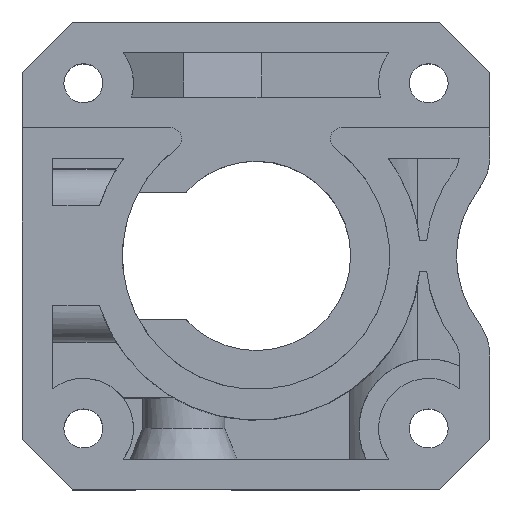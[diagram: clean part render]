
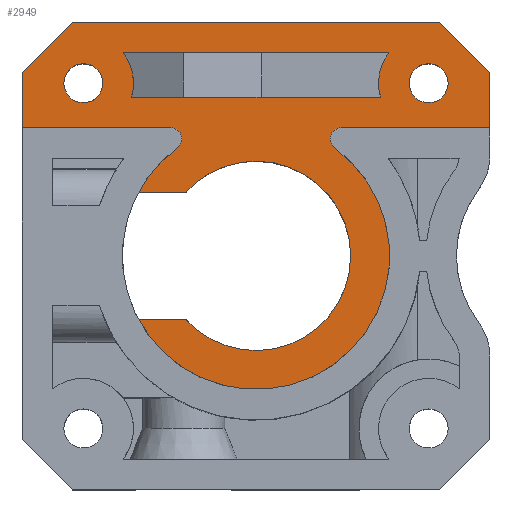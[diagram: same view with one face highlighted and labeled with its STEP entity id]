
A CAD part, top view. The second image highlights one B-rep face of the part: STEP entity #2949.
In plain terms, the highlighted planar face has unit normal (0, 0, 1).
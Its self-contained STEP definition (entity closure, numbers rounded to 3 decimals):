
#73=CARTESIAN_POINT('',(-10.569,-5.683,-1.));
#74=VERTEX_POINT('',#73);
#88=CARTESIAN_POINT('',(-6.321,-5.683,-1.));
#89=VERTEX_POINT('',#88);
#90=CARTESIAN_POINT('',(-6.321,-5.683,-1.));
#91=DIRECTION('',(-1.0,0.0,0.0));
#92=VECTOR('',#91,4.248);
#93=LINE('',#90,#92);
#94=EDGE_CURVE('',#74,#89,#93,.F.);
#201=CARTESIAN_POINT('',(-10.569,5.683,-1.0));
#202=VERTEX_POINT('',#201);
#232=CARTESIAN_POINT('',(-6.321,5.683,-1.));
#233=VERTEX_POINT('',#232);
#243=CARTESIAN_POINT('',(-10.569,5.683,-1.));
#244=DIRECTION('',(1.0,0.0,0.0));
#245=VECTOR('',#244,4.248);
#246=LINE('',#243,#245);
#247=EDGE_CURVE('',#202,#233,#246,.T.);
#432=CARTESIAN_POINT('',(-11.177,14.25,-1.));
#433=VERTEX_POINT('',#432);
#440=CARTESIAN_POINT('',(11.177,14.25,-1.));
#441=VERTEX_POINT('',#440);
#442=CARTESIAN_POINT('',(-11.177,14.25,-1.));
#443=DIRECTION('',(1.0,0.0,0.0));
#444=VECTOR('',#443,22.354);
#445=LINE('',#442,#444);
#446=EDGE_CURVE('',#433,#441,#445,.T.);
#548=CARTESIAN_POINT('',(-16.5,21.,-1.));
#549=VERTEX_POINT('',#548);
#556=CARTESIAN_POINT('',(16.5,21.,-1.));
#557=VERTEX_POINT('',#556);
#558=CARTESIAN_POINT('',(16.5,21.0,-1.));
#559=DIRECTION('',(-1.0,0.0,0.0));
#560=VECTOR('',#559,33.);
#561=LINE('',#558,#560);
#562=EDGE_CURVE('',#557,#549,#561,.T.);
#1402=CARTESIAN_POINT('',(21.,11.5,-1.));
#1403=VERTEX_POINT('',#1402);
#1404=CARTESIAN_POINT('',(21.,16.5,-1.));
#1405=VERTEX_POINT('',#1404);
#1406=CARTESIAN_POINT('',(21.,11.5,-1.));
#1407=DIRECTION('',(0.0,1.0,0.0));
#1408=VECTOR('',#1407,5.);
#1409=LINE('',#1406,#1408);
#1410=EDGE_CURVE('',#1403,#1405,#1409,.T.);
#1458=CARTESIAN_POINT('',(-17.25,15.5,-1.0));
#1459=VERTEX_POINT('',#1458);
#1460=CARTESIAN_POINT('',(-15.5,15.5,-1.));
#1461=DIRECTION('',(0.0,0.0,-1.0));
#1462=DIRECTION('',(-1.0,0.0,0.0));
#1463=AXIS2_PLACEMENT_3D('',#1460,#1461,#1462);
#1464=CIRCLE('',#1463,1.75);
#1465=EDGE_CURVE('',#1459,#1459,#1464,.T.);
#1486=CARTESIAN_POINT('',(13.75,15.5,-1.0));
#1487=VERTEX_POINT('',#1486);
#1488=CARTESIAN_POINT('',(15.5,15.5,-1.));
#1489=DIRECTION('',(0.0,0.0,-1.0));
#1490=DIRECTION('',(-1.0,0.0,0.0));
#1491=AXIS2_PLACEMENT_3D('',#1488,#1489,#1490);
#1492=CIRCLE('',#1491,1.75);
#1493=EDGE_CURVE('',#1487,#1487,#1492,.T.);
#2705=CARTESIAN_POINT('',(0.0,0.0,-1.));
#2706=DIRECTION('',(0.0,0.0,-1.0));
#2707=DIRECTION('',(-1.0,0.0,0.0));
#2708=AXIS2_PLACEMENT_3D('',#2705,#2706,#2707);
#2709=CIRCLE('',#2708,8.5);
#2710=EDGE_CURVE('',#233,#89,#2709,.T.);
#2784=CARTESIAN_POINT('',(-21.,11.5,-1.));
#2785=VERTEX_POINT('',#2784);
#2792=CARTESIAN_POINT('',(-21.,16.5,-1.));
#2793=VERTEX_POINT('',#2792);
#2794=CARTESIAN_POINT('',(-21.,16.5,-1.));
#2795=DIRECTION('',(0.0,-1.0,0.0));
#2796=VECTOR('',#2795,5.);
#2797=LINE('',#2794,#2796);
#2798=EDGE_CURVE('',#2793,#2785,#2797,.T.);
#2824=CARTESIAN_POINT('',(-16.5,21.,-1.));
#2825=DIRECTION('',(-0.707,-0.707,0.0));
#2826=VECTOR('',#2825,6.364);
#2827=LINE('',#2824,#2826);
#2828=EDGE_CURVE('',#549,#2793,#2827,.T.);
#2841=CARTESIAN_POINT('',(21.,16.5,-1.));
#2842=DIRECTION('',(-0.707,0.707,0.0));
#2843=VECTOR('',#2842,6.364);
#2844=LINE('',#2841,#2843);
#2845=EDGE_CURVE('',#1405,#557,#2844,.T.);
#2853=CARTESIAN_POINT('',(0.,15.925,-1.));
#2854=DIRECTION('',(0.0,0.0,1.0));
#2855=DIRECTION('',(1.0,0.0,0.0));
#2856=AXIS2_PLACEMENT_3D('',#2853,#2854,#2855);
#2857=PLANE('',#2856);
#2858=ORIENTED_EDGE('',*,*,#562,.T.);
#2859=ORIENTED_EDGE('',*,*,#2828,.T.);
#2860=ORIENTED_EDGE('',*,*,#2798,.T.);
#2861=CARTESIAN_POINT('',(-7.665,11.5,-1.));
#2862=VERTEX_POINT('',#2861);
#2863=CARTESIAN_POINT('',(-7.665,11.5,-1.0));
#2864=DIRECTION('',(-1.0,0.0,0.0));
#2865=VECTOR('',#2864,13.335);
#2866=LINE('',#2863,#2865);
#2867=EDGE_CURVE('',#2862,#2785,#2866,.T.);
#2868=ORIENTED_EDGE('',*,*,#2867,.F.);
#2869=CARTESIAN_POINT('',(-7.075,9.692,-1.));
#2870=VERTEX_POINT('',#2869);
#2871=CARTESIAN_POINT('',(-7.665,10.5,-1.));
#2872=DIRECTION('',(0.0,0.0,1.0));
#2873=DIRECTION('',(0.0,-1.0,0.0));
#2874=AXIS2_PLACEMENT_3D('',#2871,#2872,#2873);
#2875=CIRCLE('',#2874,1.0);
#2876=EDGE_CURVE('',#2870,#2862,#2875,.T.);
#2877=ORIENTED_EDGE('',*,*,#2876,.F.);
#2878=CARTESIAN_POINT('',(0.0,0.0,-1.));
#2879=DIRECTION('',(0.0,0.0,-1.0));
#2880=DIRECTION('',(-0.909,0.417,0.0));
#2881=AXIS2_PLACEMENT_3D('',#2878,#2879,#2880);
#2882=CIRCLE('',#2881,12.);
#2883=EDGE_CURVE('',#202,#2870,#2882,.T.);
#2884=ORIENTED_EDGE('',*,*,#2883,.F.);
#2885=ORIENTED_EDGE('',*,*,#247,.T.);
#2886=ORIENTED_EDGE('',*,*,#2710,.T.);
#2887=ORIENTED_EDGE('',*,*,#94,.F.);
#2888=CARTESIAN_POINT('',(7.075,9.692,-1.));
#2889=VERTEX_POINT('',#2888);
#2890=CARTESIAN_POINT('',(0.0,0.0,-1.));
#2891=DIRECTION('',(0.0,0.0,-1.0));
#2892=DIRECTION('',(1.0,0.0,0.0));
#2893=AXIS2_PLACEMENT_3D('',#2890,#2891,#2892);
#2894=CIRCLE('',#2893,12.);
#2895=EDGE_CURVE('',#2889,#74,#2894,.T.);
#2896=ORIENTED_EDGE('',*,*,#2895,.F.);
#2897=CARTESIAN_POINT('',(7.665,11.5,-1.));
#2898=VERTEX_POINT('',#2897);
#2899=CARTESIAN_POINT('',(7.665,10.5,-1.));
#2900=DIRECTION('',(0.0,0.0,1.0));
#2901=DIRECTION('',(0.59,0.808,0.0));
#2902=AXIS2_PLACEMENT_3D('',#2899,#2900,#2901);
#2903=CIRCLE('',#2902,1.0);
#2904=EDGE_CURVE('',#2898,#2889,#2903,.T.);
#2905=ORIENTED_EDGE('',*,*,#2904,.F.);
#2906=CARTESIAN_POINT('',(21.,11.5,-1.0));
#2907=DIRECTION('',(-1.0,0.0,0.0));
#2908=VECTOR('',#2907,13.335);
#2909=LINE('',#2906,#2908);
#2910=EDGE_CURVE('',#1403,#2898,#2909,.T.);
#2911=ORIENTED_EDGE('',*,*,#2910,.F.);
#2912=ORIENTED_EDGE('',*,*,#1410,.T.);
#2913=ORIENTED_EDGE('',*,*,#2845,.T.);
#2914=EDGE_LOOP('',(#2858,#2859,#2860,#2868,#2877,#2884,#2885,#2886,#2887,#2896,#2905,#2911,#2912,#2913));
#2915=FACE_OUTER_BOUND('',#2914,.T.);
#2916=ORIENTED_EDGE('',*,*,#446,.F.);
#2917=CARTESIAN_POINT('',(-11.938,18.25,-1.));
#2918=VERTEX_POINT('',#2917);
#2919=CARTESIAN_POINT('',(-15.5,15.5,-1.));
#2920=DIRECTION('',(0.0,0.0,-1.0));
#2921=DIRECTION('',(-0.792,-0.611,0.0));
#2922=AXIS2_PLACEMENT_3D('',#2919,#2920,#2921);
#2923=CIRCLE('',#2922,4.5);
#2924=EDGE_CURVE('',#2918,#433,#2923,.T.);
#2925=ORIENTED_EDGE('',*,*,#2924,.F.);
#2926=CARTESIAN_POINT('',(11.938,18.25,-1.));
#2927=VERTEX_POINT('',#2926);
#2928=CARTESIAN_POINT('',(11.938,18.25,-1.));
#2929=DIRECTION('',(-1.0,0.0,0.0));
#2930=VECTOR('',#2929,23.876);
#2931=LINE('',#2928,#2930);
#2932=EDGE_CURVE('',#2927,#2918,#2931,.T.);
#2933=ORIENTED_EDGE('',*,*,#2932,.F.);
#2934=CARTESIAN_POINT('',(15.5,15.5,-1.));
#2935=DIRECTION('',(0.0,0.0,-1.0));
#2936=DIRECTION('',(0.961,0.278,0.0));
#2937=AXIS2_PLACEMENT_3D('',#2934,#2935,#2936);
#2938=CIRCLE('',#2937,4.5);
#2939=EDGE_CURVE('',#441,#2927,#2938,.T.);
#2940=ORIENTED_EDGE('',*,*,#2939,.F.);
#2941=EDGE_LOOP('',(#2916,#2925,#2933,#2940));
#2942=FACE_BOUND('',#2941,.T.);
#2943=ORIENTED_EDGE('',*,*,#1493,.T.);
#2944=EDGE_LOOP('',(#2943));
#2945=FACE_BOUND('',#2944,.T.);
#2946=ORIENTED_EDGE('',*,*,#1465,.T.);
#2947=EDGE_LOOP('',(#2946));
#2948=FACE_BOUND('',#2947,.T.);
#2949=ADVANCED_FACE('',(#2915,#2942,#2945,#2948),#2857,.T.);
